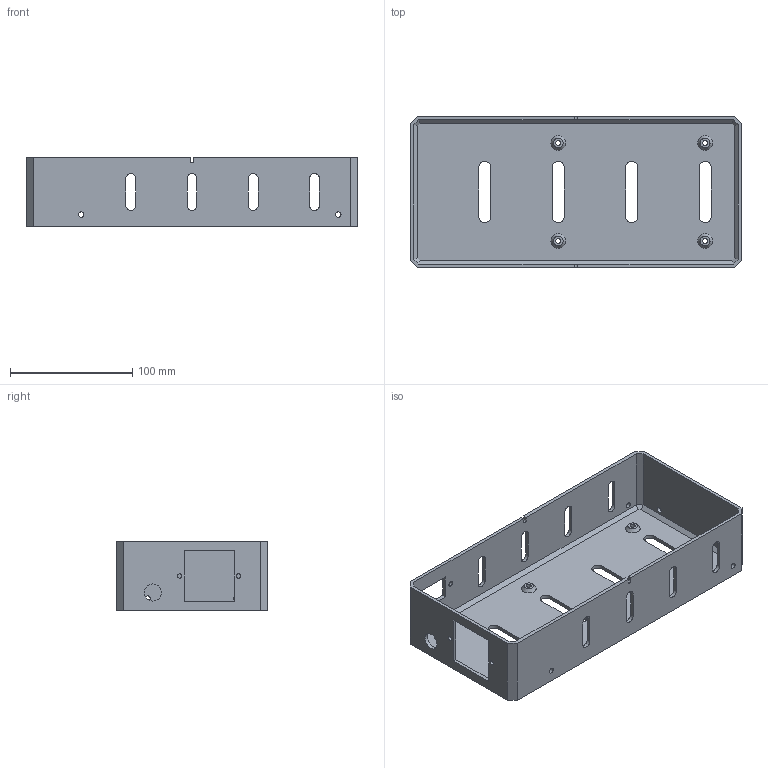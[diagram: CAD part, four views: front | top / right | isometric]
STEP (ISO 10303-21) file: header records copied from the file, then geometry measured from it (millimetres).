
FILE_DESCRIPTION(/* description */ (''),/* implementation_level */ '2;1');
FILE_NAME(/* name */ 'VK-PSU-Case.step',/* time_stamp */ '2018-04-23T12:15:28+02:00',/* author */ (''),/* organization */ (''),/* preprocessor_version */ 'ST-DEVELOPER v17',/* originating_system */ 'Autodesk Translation Framework v7.1.0.215',/* authorisation */ '');
FILE_SCHEMA (('AUTOMOTIVE_DESIGN { 1 0 10303 214 3 1 1 }'));
Length unit declared in the file: millimetre
Products named in the file (1): VK-PSU-Case
Bounding box: 271 x 124 x 57 mm (x, y, z)
Volume: 209675 mm3; surface area: 143153 mm2
Topology: 1 solids, 1 shells, 121 faces, 333 edges, 222 vertices
Faces by surface type: plane 72, cylinder 45, cone 4
Full cylindrical faces by diameter (mm): 3.5 x2, 4 x6, 4.4 x6, 7 x4, 14 x1
Entity records: 4029 total; most frequent: DIRECTION 683, CARTESIAN_POINT 677, ORIENTED_EDGE 666, EDGE_CURVE 333, AXIS2_PLACEMENT_3D 228, LINE 227, VECTOR 227, VERTEX_POINT 222
